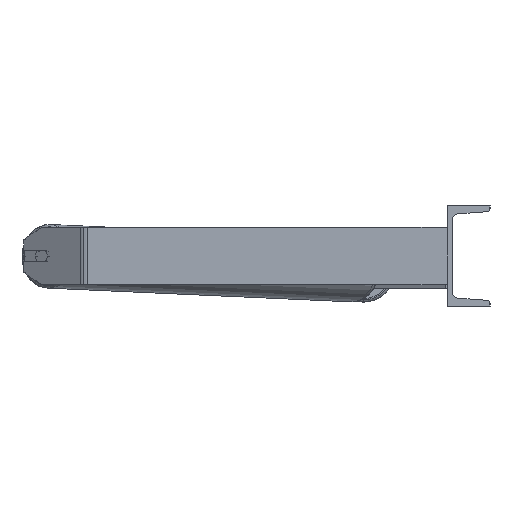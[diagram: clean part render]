
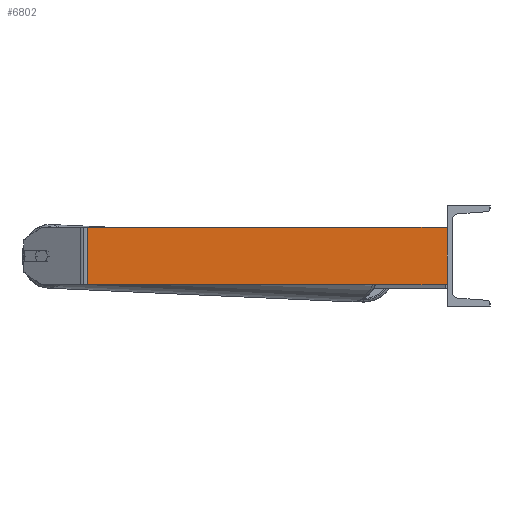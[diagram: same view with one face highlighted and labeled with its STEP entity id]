
A CAD part, left-side view. The second image highlights one B-rep face of the part: STEP entity #6802.
In plain terms, the highlighted planar face has unit normal (-1, 0, 0).
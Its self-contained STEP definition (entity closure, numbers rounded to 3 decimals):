
#715 = DIRECTION ( 'NONE',  ( 0., -1., 0. ) ) ;
#869 = CARTESIAN_POINT ( 'NONE',  ( -1085., 502.652, 40. ) ) ;
#1179 = VECTOR ( 'NONE', #5516, 1000. ) ;
#1300 = VERTEX_POINT ( 'NONE', #3049 ) ;
#1467 = ORIENTED_EDGE ( 'NONE', *, *, #8934, .T. ) ;
#1572 = LINE ( 'NONE', #5736, #5015 ) ;
#1604 = DIRECTION ( 'NONE',  ( 0., 0., -1. ) ) ;
#1714 = DIRECTION ( 'NONE',  ( 1., 0., 0. ) ) ;
#1753 = ORIENTED_EDGE ( 'NONE', *, *, #2092, .T. ) ;
#2092 = EDGE_CURVE ( 'NONE', #6390, #6884, #4085, .T. ) ;
#2381 = DIRECTION ( 'NONE',  ( 0., 1., 0. ) ) ;
#3049 = CARTESIAN_POINT ( 'NONE',  ( -1085., 0., 40. ) ) ;
#3610 = EDGE_LOOP ( 'NONE', ( #1467, #5748, #7058, #1753 ) ) ;
#3987 = VECTOR ( 'NONE', #715, 1000. ) ;
#4085 = LINE ( 'NONE', #6963, #1179 ) ;
#4152 = LINE ( 'NONE', #6931, #3987 ) ;
#4400 = CARTESIAN_POINT ( 'NONE',  ( -1085., 0., 40. ) ) ;
#4405 = VERTEX_POINT ( 'NONE', #5459 ) ;
#4421 = VECTOR ( 'NONE', #1604, 1000. ) ;
#4891 = AXIS2_PLACEMENT_3D ( 'NONE', #8630, #1714, #2381 ) ;
#5015 = VECTOR ( 'NONE', #7808, 1000. ) ;
#5459 = CARTESIAN_POINT ( 'NONE',  ( -1085., 0., -40. ) ) ;
#5516 = DIRECTION ( 'NONE',  ( 0., 0., -1. ) ) ;
#5543 = EDGE_CURVE ( 'NONE', #1300, #4405, #6464, .T. ) ;
#5736 = CARTESIAN_POINT ( 'NONE',  ( -1085., 507.697, -40. ) ) ;
#5748 = ORIENTED_EDGE ( 'NONE', *, *, #5543, .F. ) ;
#5829 = FACE_OUTER_BOUND ( 'NONE', #3610, .T. ) ;
#6390 = VERTEX_POINT ( 'NONE', #869 ) ;
#6464 = LINE ( 'NONE', #4400, #4421 ) ;
#6802 = ADVANCED_FACE ( 'NONE', ( #5829 ), #7257, .F. ) ;
#6884 = VERTEX_POINT ( 'NONE', #7442 ) ;
#6931 = CARTESIAN_POINT ( 'NONE',  ( -1085., 507.697, 40. ) ) ;
#6963 = CARTESIAN_POINT ( 'NONE',  ( -1085., 502.652, 40. ) ) ;
#7058 = ORIENTED_EDGE ( 'NONE', *, *, #8905, .F. ) ;
#7257 = PLANE ( 'NONE',  #4891 ) ;
#7442 = CARTESIAN_POINT ( 'NONE',  ( -1085., 502.652, -40. ) ) ;
#7808 = DIRECTION ( 'NONE',  ( 0., -1., 0. ) ) ;
#8630 = CARTESIAN_POINT ( 'NONE',  ( -1085., 507.697, 40. ) ) ;
#8905 = EDGE_CURVE ( 'NONE', #6390, #1300, #4152, .T. ) ;
#8934 = EDGE_CURVE ( 'NONE', #6884, #4405, #1572, .T. ) ;
